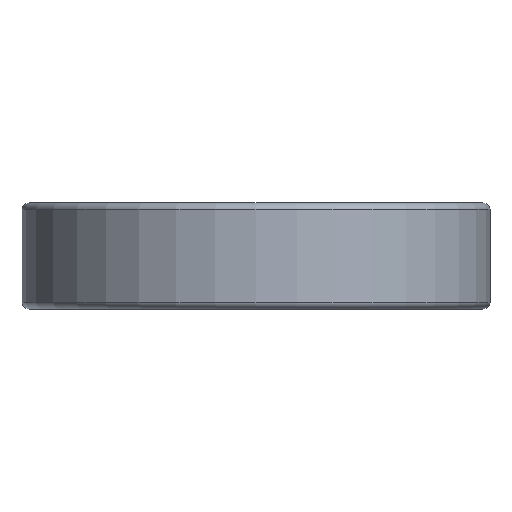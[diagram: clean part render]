
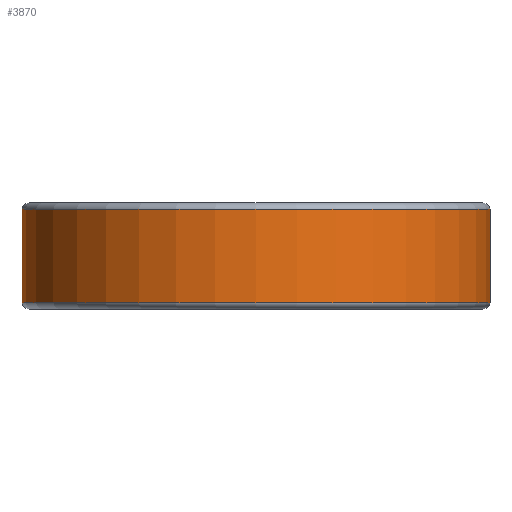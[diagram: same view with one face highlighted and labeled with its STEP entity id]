
A CAD part, front view. The second image highlights one B-rep face of the part: STEP entity #3870.
In plain terms, the highlighted cylindrical face has radius 150 mm (diameter 300 mm), a partial arc.
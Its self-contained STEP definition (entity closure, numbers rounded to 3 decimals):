
#425 = DIRECTION ( 'NONE',  ( 0., 0., 1. ) ) ;
#1080 = EDGE_CURVE ( 'NONE', #11674, #1127, #14310, .T. ) ;
#1127 = VERTEX_POINT ( 'NONE', #10793 ) ;
#1128 = CARTESIAN_POINT ( 'NONE',  ( -150., 0., 30. ) ) ;
#1346 = CIRCLE ( 'NONE', #9989, 150. ) ;
#2510 = ORIENTED_EDGE ( 'NONE', *, *, #1080, .T. ) ;
#2532 = CARTESIAN_POINT ( 'NONE',  ( 0., 0., -30. ) ) ;
#3370 = DIRECTION ( 'NONE',  ( -1., 0., 0. ) ) ;
#3391 = EDGE_CURVE ( 'NONE', #4310, #13590, #9328, .T. ) ;
#3700 = DIRECTION ( 'NONE',  ( 0., 0., 1. ) ) ;
#3870 = ADVANCED_FACE ( 'NONE', ( #8291 ), #4442, .T. ) ;
#3966 = VECTOR ( 'NONE', #8314, 1000. ) ;
#4310 = VERTEX_POINT ( 'NONE', #13699 ) ;
#4442 = CYLINDRICAL_SURFACE ( 'NONE', #6913, 150. ) ;
#5320 = CARTESIAN_POINT ( 'NONE',  ( 150., 0., -30. ) ) ;
#5490 = EDGE_CURVE ( 'NONE', #1127, #13590, #1346, .T. ) ;
#5851 = ORIENTED_EDGE ( 'NONE', *, *, #3391, .F. ) ;
#6139 = EDGE_LOOP ( 'NONE', ( #5851, #10659, #2510, #12274 ) ) ;
#6143 = DIRECTION ( 'NONE',  ( 1., 0., 0. ) ) ;
#6913 = AXIS2_PLACEMENT_3D ( 'NONE', #9789, #425, #6143 ) ;
#7062 = DIRECTION ( 'NONE',  ( -1., 0., 0. ) ) ;
#8225 = VECTOR ( 'NONE', #3700, 1000. ) ;
#8245 = EDGE_CURVE ( 'NONE', #11674, #4310, #8601, .T. ) ;
#8291 = FACE_OUTER_BOUND ( 'NONE', #6139, .T. ) ;
#8314 = DIRECTION ( 'NONE',  ( 0., 0., 1. ) ) ;
#8601 = CIRCLE ( 'NONE', #10582, 150. ) ;
#9318 = DIRECTION ( 'NONE',  ( 0., 0., -1. ) ) ;
#9328 = LINE ( 'NONE', #14007, #3966 ) ;
#9637 = DIRECTION ( 'NONE',  ( 0., 0., -1. ) ) ;
#9789 = CARTESIAN_POINT ( 'NONE',  ( 0., 0., 0. ) ) ;
#9989 = AXIS2_PLACEMENT_3D ( 'NONE', #13917, #9318, #3370 ) ;
#10582 = AXIS2_PLACEMENT_3D ( 'NONE', #2532, #9637, #7062 ) ;
#10659 = ORIENTED_EDGE ( 'NONE', *, *, #8245, .F. ) ;
#10793 = CARTESIAN_POINT ( 'NONE',  ( 150., 0., 30. ) ) ;
#11674 = VERTEX_POINT ( 'NONE', #5320 ) ;
#11694 = CARTESIAN_POINT ( 'NONE',  ( 150., 0., 0. ) ) ;
#12274 = ORIENTED_EDGE ( 'NONE', *, *, #5490, .T. ) ;
#13590 = VERTEX_POINT ( 'NONE', #1128 ) ;
#13699 = CARTESIAN_POINT ( 'NONE',  ( -150., 0., -30. ) ) ;
#13917 = CARTESIAN_POINT ( 'NONE',  ( 0., 0., 30. ) ) ;
#14007 = CARTESIAN_POINT ( 'NONE',  ( -150., 0., 0. ) ) ;
#14310 = LINE ( 'NONE', #11694, #8225 ) ;
